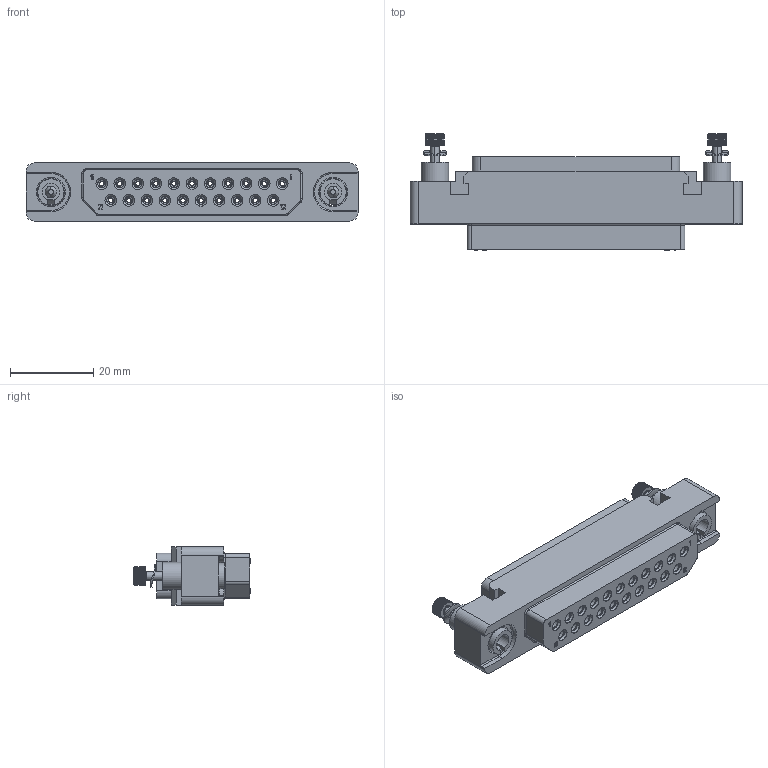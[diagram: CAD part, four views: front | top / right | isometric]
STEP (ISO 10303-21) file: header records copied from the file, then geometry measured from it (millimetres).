
FILE_DESCRIPTION((''),'2;1');
FILE_NAME('00197731400','2020-09-23T',('presta_be4'),(''),'CREO PARAMETRIC BY PTC INC, 2018360','CREO PARAMETRIC BY PTC INC, 2018360','');
FILE_SCHEMA(('CONFIG_CONTROL_DESIGN'));
Products named in the file (1): 00197731400
Bounding box: 80 x 28.02 x 14 mm (x, y, z)
Volume: 14762.9 mm3; surface area: 14236.9 mm2
Topology: 8 solids, 8 shells, 2580 faces, 6205 edges, 3808 vertices
Faces by surface type: plane 845, cylinder 753, torus 525, cone 421, bspline 36
Entity records: 79946 total; most frequent: CARTESIAN_POINT 18507, DIRECTION 13720, ORIENTED_EDGE 12402, EDGE_CURVE 6201, AXIS2_PLACEMENT_3D 5479, VERTEX_POINT 3808, CIRCLE 2935, EDGE_LOOP 2841
